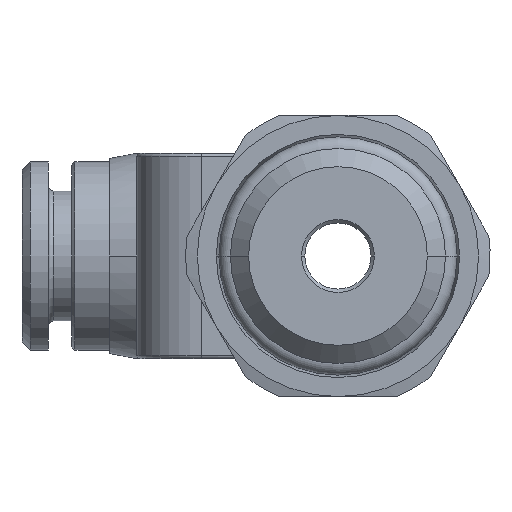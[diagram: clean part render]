
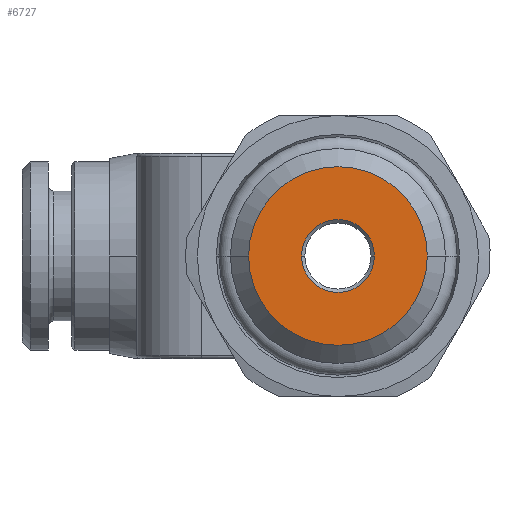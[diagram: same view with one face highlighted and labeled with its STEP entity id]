
A CAD part, front view. The second image highlights one B-rep face of the part: STEP entity #6727.
In plain terms, the highlighted planar face has unit normal (0, -1, 0).
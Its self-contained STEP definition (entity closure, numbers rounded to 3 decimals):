
#1822=CARTESIAN_POINT('',(0.,-26.8,0.));
#1823=DIRECTION('',(0.,1.,0.));
#1824=DIRECTION('',(-1.,0.,0.));
#1825=AXIS2_PLACEMENT_3D('',#1822,#1823,#1824);
#1827=CARTESIAN_POINT('',(0.,-26.8,0.));
#1828=DIRECTION('',(0.,1.,0.));
#1829=DIRECTION('',(1.,0.,0.));
#1830=AXIS2_PLACEMENT_3D('',#1827,#1828,#1829);
#1832=CARTESIAN_POINT('',(0.,-26.8,0.));
#1833=DIRECTION('',(0.,-1.,0.));
#1834=DIRECTION('',(1.,0.,0.));
#1835=AXIS2_PLACEMENT_3D('',#1832,#1833,#1834);
#1837=CARTESIAN_POINT('',(0.,-26.8,0.));
#1838=DIRECTION('',(0.,-1.,0.));
#1839=DIRECTION('',(-1.,0.,0.));
#1840=AXIS2_PLACEMENT_3D('',#1837,#1838,#1839);
#4687=CARTESIAN_POINT('',(-5.4,-26.8,0.));
#4688=CARTESIAN_POINT('',(5.4,-26.8,0.));
#4689=VERTEX_POINT('',#4687);
#4690=VERTEX_POINT('',#4688);
#4695=CARTESIAN_POINT('',(2.2,-26.8,0.));
#4696=VERTEX_POINT('',#4695);
#4697=CARTESIAN_POINT('',(-2.2,-26.8,0.));
#4698=VERTEX_POINT('',#4697);
#6711=CARTESIAN_POINT('',(0.,-26.8,0.));
#6712=DIRECTION('',(0.,1.,0.));
#6713=DIRECTION('',(0.,0.,1.));
#6714=AXIS2_PLACEMENT_3D('',#6711,#6712,#6713);
#6715=PLANE('',#6714);
#6717=ORIENTED_EDGE('',*,*,#6716,.T.);
#6718=ORIENTED_EDGE('',*,*,#6701,.T.);
#6719=EDGE_LOOP('',(#6717,#6718));
#6720=FACE_OUTER_BOUND('',#6719,.F.);
#6722=ORIENTED_EDGE('',*,*,#6721,.T.);
#6724=ORIENTED_EDGE('',*,*,#6723,.T.);
#6725=EDGE_LOOP('',(#6722,#6724));
#6726=FACE_BOUND('',#6725,.F.);
#6727=ADVANCED_FACE('',(#6720,#6726),#6715,.F.);
#1826=CIRCLE('',#1825,5.4);
#1831=CIRCLE('',#1830,5.4);
#1836=CIRCLE('',#1835,2.2);
#1841=CIRCLE('',#1840,2.2);
#6701=EDGE_CURVE('',#4690,#4689,#1831,.T.);
#6716=EDGE_CURVE('',#4689,#4690,#1826,.T.);
#6721=EDGE_CURVE('',#4696,#4698,#1836,.T.);
#6723=EDGE_CURVE('',#4698,#4696,#1841,.T.);
